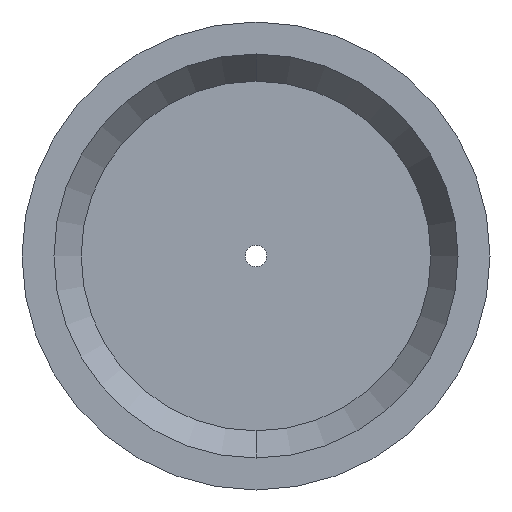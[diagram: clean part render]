
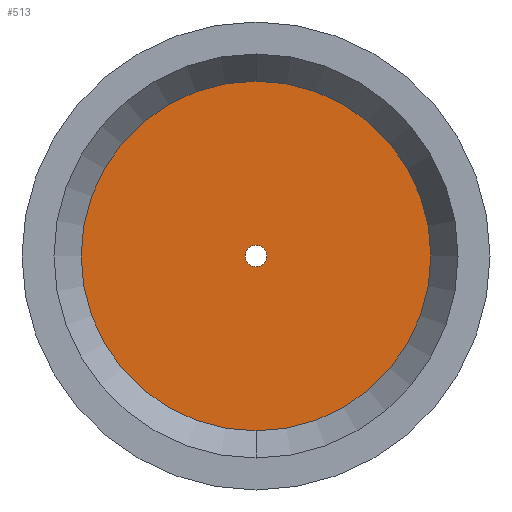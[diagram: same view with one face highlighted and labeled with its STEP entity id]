
A CAD part, front view. The second image highlights one B-rep face of the part: STEP entity #513.
In plain terms, the highlighted planar face has unit normal (0, -1, 0).
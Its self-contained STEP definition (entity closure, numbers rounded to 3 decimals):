
#20 = EDGE_CURVE ( 'NONE', #831, #790, #786, .T. ) ;
#27 = FACE_OUTER_BOUND ( 'NONE', #622, .T. ) ;
#30 = EDGE_CURVE ( 'NONE', #165, #716, #523, .T. ) ;
#56 = DIRECTION ( 'NONE',  ( 0., -1., 0. ) ) ;
#110 = CARTESIAN_POINT ( 'NONE',  ( 0., 1.282, -0.875 ) ) ;
#138 = CARTESIAN_POINT ( 'NONE',  ( 0., 1.282, 0. ) ) ;
#162 = DIRECTION ( 'NONE',  ( 0., 0., 1. ) ) ;
#165 = VERTEX_POINT ( 'NONE', #110 ) ;
#171 = CIRCLE ( 'NONE', #370, 14.2 ) ;
#201 = CARTESIAN_POINT ( 'NONE',  ( 0., 1.282, 14.2 ) ) ;
#273 = CARTESIAN_POINT ( 'NONE',  ( 0., 1.282, 0. ) ) ;
#312 = DIRECTION ( 'NONE',  ( 0., 1., 0. ) ) ;
#367 = AXIS2_PLACEMENT_3D ( 'NONE', #138, #955, #739 ) ;
#370 = AXIS2_PLACEMENT_3D ( 'NONE', #466, #56, #419 ) ;
#384 = ORIENTED_EDGE ( 'NONE', *, *, #674, .T. ) ;
#388 = DIRECTION ( 'NONE',  ( 0., -1., 0. ) ) ;
#417 = AXIS2_PLACEMENT_3D ( 'NONE', #828, #312, #162 ) ;
#419 = DIRECTION ( 'NONE',  ( 0., 0., -1. ) ) ;
#428 = CARTESIAN_POINT ( 'NONE',  ( 0., 1.282, -14.2 ) ) ;
#466 = CARTESIAN_POINT ( 'NONE',  ( 0., 1.282, 0. ) ) ;
#513 = ADVANCED_FACE ( 'NONE', ( #685, #27 ), #832, .F. ) ;
#523 = CIRCLE ( 'NONE', #867, 0.875 ) ;
#526 = AXIS2_PLACEMENT_3D ( 'NONE', #534, #388, #819 ) ;
#534 = CARTESIAN_POINT ( 'NONE',  ( 0., 1.282, 0. ) ) ;
#581 = DIRECTION ( 'NONE',  ( 0., 0., -1. ) ) ;
#622 = EDGE_LOOP ( 'NONE', ( #651, #384 ) ) ;
#651 = ORIENTED_EDGE ( 'NONE', *, *, #20, .T. ) ;
#652 = CARTESIAN_POINT ( 'NONE',  ( 0., 1.282, 0.875 ) ) ;
#674 = EDGE_CURVE ( 'NONE', #790, #831, #171, .T. ) ;
#682 = ORIENTED_EDGE ( 'NONE', *, *, #942, .F. ) ;
#685 = FACE_BOUND ( 'NONE', #943, .T. ) ;
#716 = VERTEX_POINT ( 'NONE', #652 ) ;
#739 = DIRECTION ( 'NONE',  ( 0., 0., -1. ) ) ;
#746 = ORIENTED_EDGE ( 'NONE', *, *, #30, .F. ) ;
#786 = CIRCLE ( 'NONE', #367, 14.2 ) ;
#790 = VERTEX_POINT ( 'NONE', #201 ) ;
#819 = DIRECTION ( 'NONE',  ( 0., 0., -1. ) ) ;
#825 = CIRCLE ( 'NONE', #526, 0.875 ) ;
#828 = CARTESIAN_POINT ( 'NONE',  ( 0., 1.282, 0. ) ) ;
#831 = VERTEX_POINT ( 'NONE', #428 ) ;
#832 = PLANE ( 'NONE',  #417 ) ;
#867 = AXIS2_PLACEMENT_3D ( 'NONE', #273, #884, #581 ) ;
#884 = DIRECTION ( 'NONE',  ( 0., -1., 0. ) ) ;
#942 = EDGE_CURVE ( 'NONE', #716, #165, #825, .T. ) ;
#943 = EDGE_LOOP ( 'NONE', ( #746, #682 ) ) ;
#955 = DIRECTION ( 'NONE',  ( 0., -1., 0. ) ) ;
